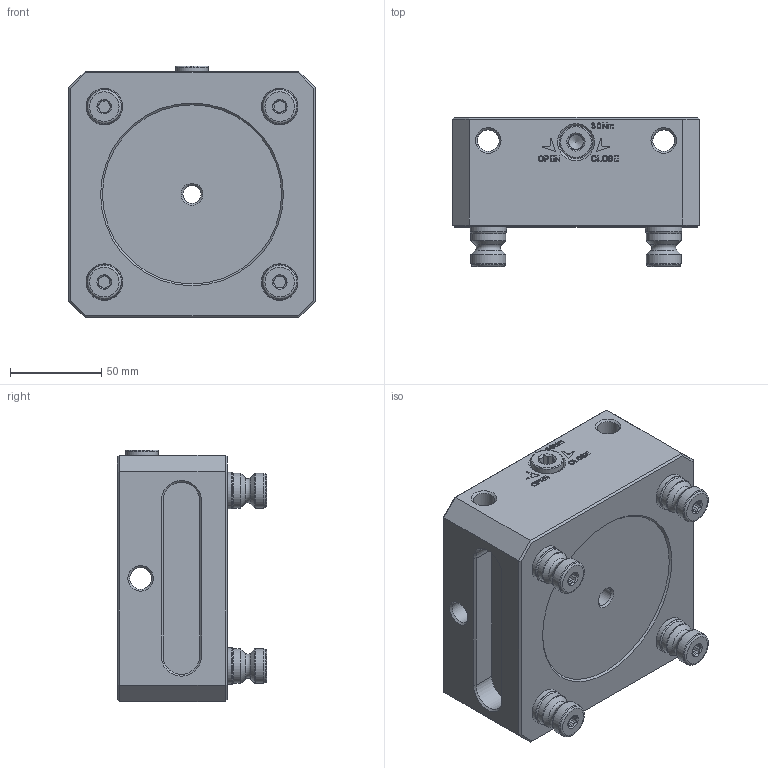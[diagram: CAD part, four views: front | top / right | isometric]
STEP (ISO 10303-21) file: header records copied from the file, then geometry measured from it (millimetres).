
FILE_DESCRIPTION(/* description */ (''),/* implementation_level */ '2;1');
FILE_NAME(/* name */ '',/* time_stamp */ '2025-03-31T18:35:26+08:00',/* author */ (''),/* organization */ (''),/* preprocessor_version */ 'ST-DEVELOPER v11',/* originating_system */ 'SIEMENS PLM Software NX 7.0',/* authorisation */ '');
FILE_SCHEMA (('CONFIG_CONTROL_DESIGN'));
Length unit declared in the file: millimetre
Products named in the file (1): Admi736Emrzw
Bounding box: 135 x 81.6 x 137.6 mm (x, y, z)
Volume: 953566.1 mm3; surface area: 110836.3 mm2
Topology: 7 solids, 7 shells, 563 faces, 1423 edges, 911 vertices
Faces by surface type: plane 273, cylinder 116, cone 84, torus 54, extrusion 26, bspline 10
Full cylindrical faces by diameter (mm): 4.2 x4, 5 x2, 6 x2, 8 x5, 8.5 x4, 10 x6, 11 x1, 12 x12, 13.2 x2, 14 x9, 14.8 x1, 16 x3, 17.8 x2, 18.2 x1, 19 x12, 19.5 x4, 19.7 x4, 20 x8
Entity records: 19199 total; most frequent: CARTESIAN_POINT 7374, DIRECTION 2264, ORIENTED_EDGE 2216, EDGE_CURVE 1108, AXIS2_PLACEMENT_3D 832, EDGE_LOOP 818, VERTEX_POINT 809, VECTOR 600
